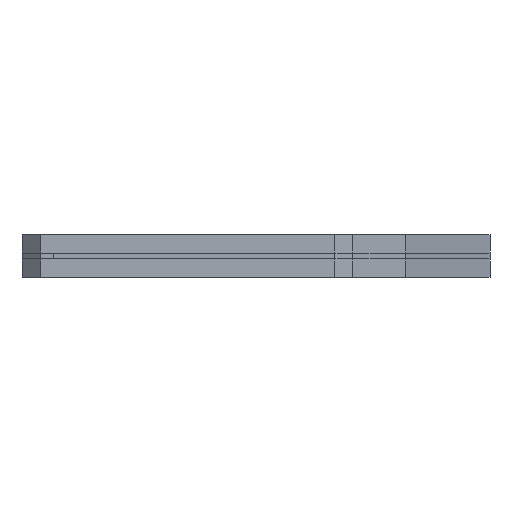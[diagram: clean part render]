
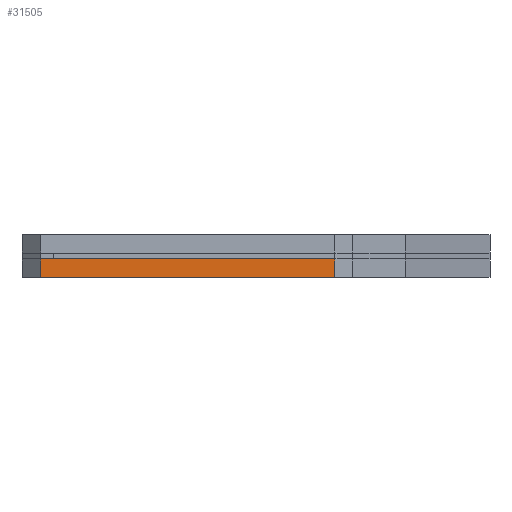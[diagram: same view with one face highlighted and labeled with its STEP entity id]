
A CAD part, left-side view. The second image highlights one B-rep face of the part: STEP entity #31505.
In plain terms, the highlighted planar face has unit normal (-1, 0, 0).
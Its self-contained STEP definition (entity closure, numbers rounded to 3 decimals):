
#3069=FACE_OUTER_BOUND('',#5170,.T.);
#5170=EDGE_LOOP('',(#26033,#26034,#26035,#26036));
#7623=LINE('',#48130,#11258);
#8033=LINE('',#48958,#11668);
#8035=LINE('',#48962,#11670);
#8036=LINE('',#48963,#11671);
#11258=VECTOR('',#39594,10.);
#11668=VECTOR('',#40452,10.);
#11670=VECTOR('',#40456,10.);
#11671=VECTOR('',#40457,10.);
#14826=VERTEX_POINT('',#48127);
#14827=VERTEX_POINT('',#48129);
#15021=VERTEX_POINT('',#48957);
#15022=VERTEX_POINT('',#48961);
#18576=EDGE_CURVE('',#14826,#14827,#7623,.T.);
#18991=EDGE_CURVE('',#15021,#14827,#8033,.T.);
#18993=EDGE_CURVE('',#15022,#14826,#8035,.T.);
#18994=EDGE_CURVE('',#15022,#15021,#8036,.T.);
#26033=ORIENTED_EDGE('',*,*,#18993,.F.);
#26034=ORIENTED_EDGE('',*,*,#18994,.T.);
#26035=ORIENTED_EDGE('',*,*,#18991,.T.);
#26036=ORIENTED_EDGE('',*,*,#18576,.F.);
#29952=PLANE('',#33913);
#31505=ADVANCED_FACE('',(#3069),#29952,.T.);
#33913=AXIS2_PLACEMENT_3D('',#48960,#40454,#40455);
#39594=DIRECTION('',(0.,1.,0.));
#40452=DIRECTION('',(0.,0.,-1.));
#40454=DIRECTION('center_axis',(-1.,0.,0.));
#40455=DIRECTION('ref_axis',(0.,1.,0.));
#40456=DIRECTION('',(0.,0.,-1.));
#40457=DIRECTION('',(0.,1.,0.));
#48127=CARTESIAN_POINT('',(79.502,-133.35,-5.));
#48129=CARTESIAN_POINT('',(79.502,-53.848,-5.));
#48130=CARTESIAN_POINT('',(79.502,-133.35,-5.));
#48957=CARTESIAN_POINT('',(79.502,-53.848,0.));
#48958=CARTESIAN_POINT('',(79.502,-53.848,0.));
#48960=CARTESIAN_POINT('Origin',(79.502,-133.35,0.));
#48961=CARTESIAN_POINT('',(79.502,-133.35,0.));
#48962=CARTESIAN_POINT('',(79.502,-133.35,0.));
#48963=CARTESIAN_POINT('',(79.502,-133.35,0.));
